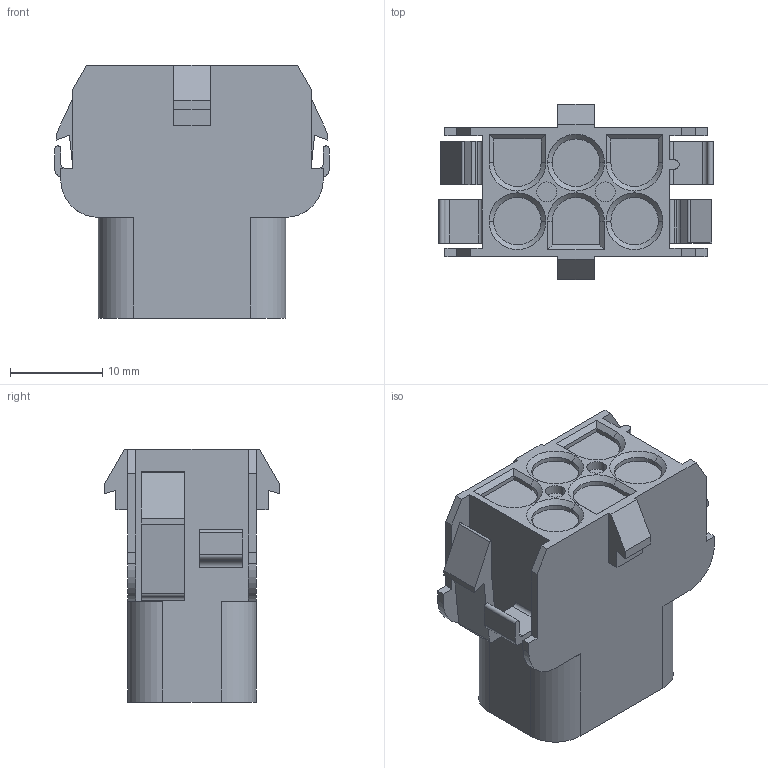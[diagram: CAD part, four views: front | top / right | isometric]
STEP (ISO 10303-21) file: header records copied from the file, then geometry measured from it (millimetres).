
FILE_DESCRIPTION((''),'2;1');
FILE_NAME('C-350781-1','2018-02-26T',('workeradm'),('TE Connectivity Ltd.'),'CREO PARAMETRIC BY PTC INC, 2016050','CREO PARAMETRIC BY PTC INC, 2016050','');
FILE_SCHEMA(('AUTOMOTIVE_DESIGN { 1 0 10303 214 1 1 1 1 }'));
Length unit declared in the file: millimetre
Products named in the file (1): C-350781-1
Bounding box: 29.72 x 19.05 x 27.52 mm (x, y, z)
Volume: 7854.8 mm3; surface area: 3602.9 mm2
Topology: 1 solids, 1 shells, 400 faces, 1091 edges, 720 vertices
Faces by surface type: plane 331, cylinder 60, cone 9
Entity records: 12646 total; most frequent: CARTESIAN_POINT 2213, ORIENTED_EDGE 2182, DIRECTION 2022, EDGE_CURVE 1091, VECTOR 960, LINE 960, VERTEX_POINT 720, AXIS2_PLACEMENT_3D 531
